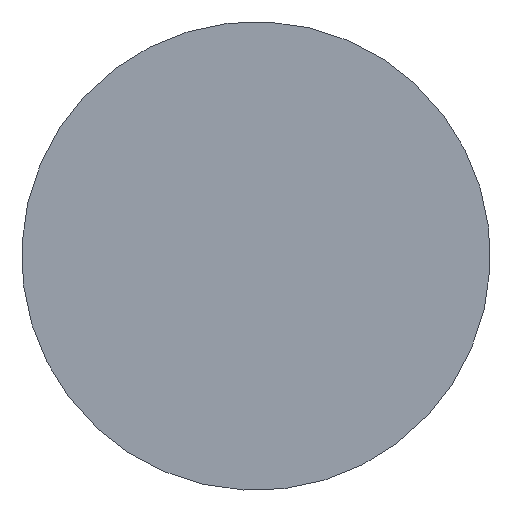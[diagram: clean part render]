
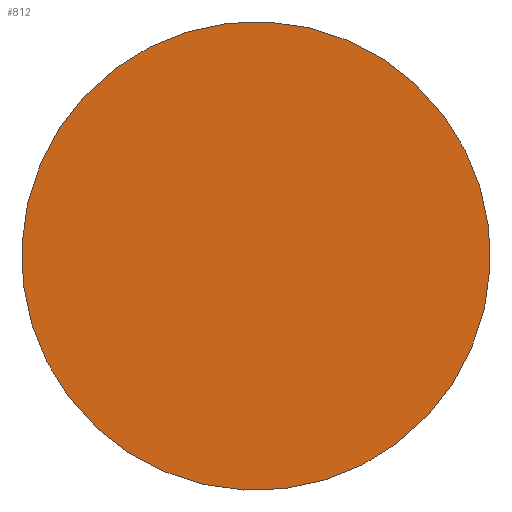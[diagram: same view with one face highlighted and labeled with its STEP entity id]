
A CAD part, front view. The second image highlights one B-rep face of the part: STEP entity #812.
In plain terms, the highlighted planar face has unit normal (0, -1, 0).
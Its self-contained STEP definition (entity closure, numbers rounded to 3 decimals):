
#135=FACE_OUTER_BOUND('',#181,.T.);
#181=EDGE_LOOP('',(#513,#514));
#234=CIRCLE('',#883,15.);
#235=CIRCLE('',#884,15.);
#308=VERTEX_POINT('',#1277);
#309=VERTEX_POINT('',#1278);
#392=EDGE_CURVE('',#308,#309,#234,.T.);
#393=EDGE_CURVE('',#309,#308,#235,.T.);
#513=ORIENTED_EDGE('',*,*,#392,.F.);
#514=ORIENTED_EDGE('',*,*,#393,.F.);
#752=PLANE('',#882);
#812=ADVANCED_FACE('',(#135),#752,.T.);
#882=AXIS2_PLACEMENT_3D('',#1276,#1008,#1009);
#883=AXIS2_PLACEMENT_3D('',#1279,#1010,#1011);
#884=AXIS2_PLACEMENT_3D('',#1280,#1012,#1013);
#1008=DIRECTION('center_axis',(0.,-1.,0.));
#1009=DIRECTION('ref_axis',(-0.055,0.,-0.998));
#1010=DIRECTION('center_axis',(0.,1.,0.));
#1011=DIRECTION('ref_axis',(-0.998,0.,0.055));
#1012=DIRECTION('center_axis',(0.,1.,0.));
#1013=DIRECTION('ref_axis',(-0.998,0.,0.055));
#1276=CARTESIAN_POINT('Origin',(-7.489,-63.499,0.411));
#1277=CARTESIAN_POINT('',(-14.977,-63.499,0.823));
#1278=CARTESIAN_POINT('',(14.977,-63.499,-0.823));
#1279=CARTESIAN_POINT('Origin',(0.,-63.499,
0.));
#1280=CARTESIAN_POINT('Origin',(0.,-63.499,
0.));
